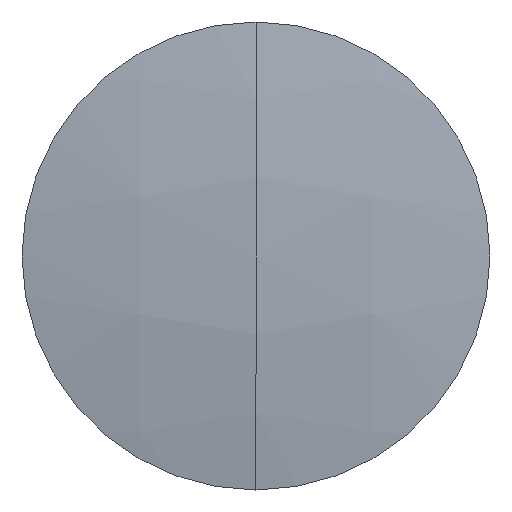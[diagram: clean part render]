
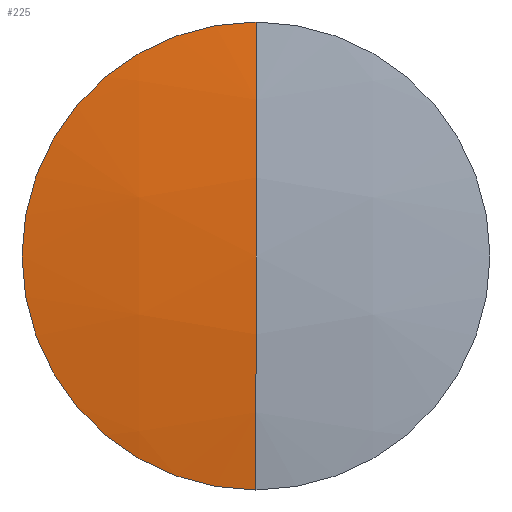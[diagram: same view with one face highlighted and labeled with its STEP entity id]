
A CAD part, left-side view. The second image highlights one B-rep face of the part: STEP entity #225.
In plain terms, the highlighted spherical face has radius 77.6 mm.
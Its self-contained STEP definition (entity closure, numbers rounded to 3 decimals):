
#1 = CARTESIAN_POINT ( 'NONE',  ( 340.596, 0., 0. ) ) ;
#5 = FACE_OUTER_BOUND ( 'NONE', #44, .T. ) ;
#30 = SPHERICAL_SURFACE ( 'NONE', #223, 77.6 ) ;
#34 = ORIENTED_EDGE ( 'NONE', *, *, #245, .F. ) ;
#44 = EDGE_LOOP ( 'NONE', ( #188, #221, #34 ) ) ;
#55 = DIRECTION ( 'NONE',  ( 0., 0., 1. ) ) ;
#64 = DIRECTION ( 'NONE',  ( 0., 0., -1. ) ) ;
#81 = CIRCLE ( 'NONE', #285, 77.6 ) ;
#82 = CIRCLE ( 'NONE', #205, 77.6 ) ;
#112 = CIRCLE ( 'NONE', #199, 12.7 ) ;
#135 = CARTESIAN_POINT ( 'NONE',  ( 264.042, 0., 12.7 ) ) ;
#136 = EDGE_CURVE ( 'NONE', #174, #265, #112, .T. ) ;
#157 = EDGE_CURVE ( 'NONE', #265, #277, #81, .T. ) ;
#168 = DIRECTION ( 'NONE',  ( 0., 0., 1. ) ) ;
#174 = VERTEX_POINT ( 'NONE', #135 ) ;
#187 = DIRECTION ( 'NONE',  ( 0., 0., 1. ) ) ;
#188 = ORIENTED_EDGE ( 'NONE', *, *, #136, .T. ) ;
#195 = CARTESIAN_POINT ( 'NONE',  ( 262.996, 0., 0. ) ) ;
#199 = AXIS2_PLACEMENT_3D ( 'NONE', #271, #307, #187 ) ;
#205 = AXIS2_PLACEMENT_3D ( 'NONE', #1, #334, #64 ) ;
#216 = DIRECTION ( 'NONE',  ( 0., 1., 0. ) ) ;
#221 = ORIENTED_EDGE ( 'NONE', *, *, #157, .T. ) ;
#223 = AXIS2_PLACEMENT_3D ( 'NONE', #295, #235, #55 ) ;
#225 = ADVANCED_FACE ( 'NONE', ( #5 ), #30, .T. ) ;
#235 = DIRECTION ( 'NONE',  ( 0., 1., 0. ) ) ;
#244 = CARTESIAN_POINT ( 'NONE',  ( 340.596, 0., 0. ) ) ;
#245 = EDGE_CURVE ( 'NONE', #174, #277, #82, .T. ) ;
#256 = CARTESIAN_POINT ( 'NONE',  ( 264.042, 0., -12.7 ) ) ;
#265 = VERTEX_POINT ( 'NONE', #256 ) ;
#271 = CARTESIAN_POINT ( 'NONE',  ( 264.042, 0., 0. ) ) ;
#277 = VERTEX_POINT ( 'NONE', #195 ) ;
#285 = AXIS2_PLACEMENT_3D ( 'NONE', #244, #216, #168 ) ;
#295 = CARTESIAN_POINT ( 'NONE',  ( 340.596, 0., 0. ) ) ;
#307 = DIRECTION ( 'NONE',  ( -1., 0., 0. ) ) ;
#334 = DIRECTION ( 'NONE',  ( 0., -1., 0. ) ) ;
